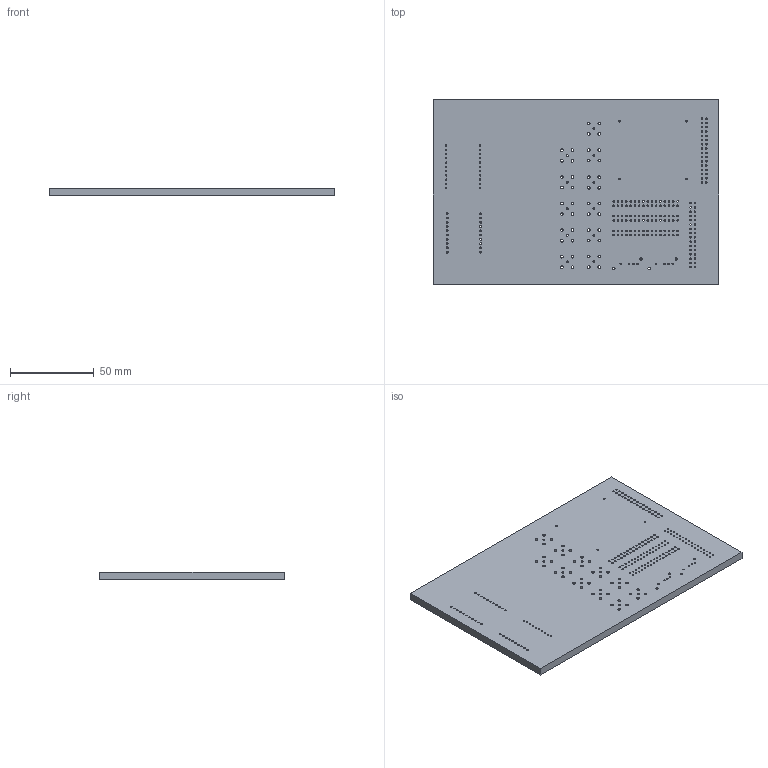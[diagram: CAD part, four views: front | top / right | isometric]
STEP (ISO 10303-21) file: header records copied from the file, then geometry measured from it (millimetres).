
FILE_DESCRIPTION(('KiCad electronic assembly'),'2;1');
FILE_NAME('HermEIS.STEP','2022-11-17T19:15:01',('Pcbnew'),('Kicad'), 'Open CASCADE STEP processor 7.6','KiCad to STEP converter','Unknown' );
FILE_SCHEMA(('AUTOMOTIVE_DESIGN { 1 0 10303 214 1 1 1 1 }'));
Length unit declared in the file: millimetre
Products named in the file (2): HermEIS 1; HermEIS PCB
Assembly tree (1 placements, depth 2):
  HermEIS 1
    HermEIS PCB
Bounding box: 170 x 110 x 4.69 mm (x, y, z)
Volume: 86560.3 mm3; surface area: 43688.8 mm2
Topology: 1 solids, 1 shells, 279 faces, 831 edges, 554 vertices
Faces by surface type: cylinder 273, plane 6
Full cylindrical faces by diameter (mm): 0.8 x22, 0.889 x160, 0.9 x8, 1.016 x4, 1.067 x20, 1.2 x11, 1.4 x4, 1.6 x44
Entity records: 23291 total; most frequent: CARTESIAN_POINT 6604, DIRECTION 3055, ORIENTED_EDGE 1662, PCURVE 1662, DEFINITIONAL_REPRESENTATION 1662, LINE 1401, VECTOR 1401, EDGE_CURVE 831
